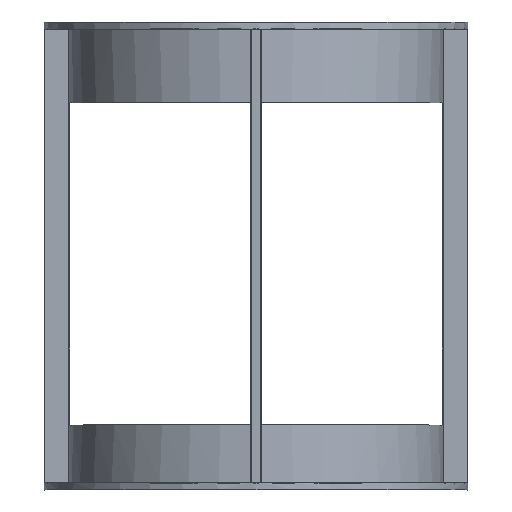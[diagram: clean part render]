
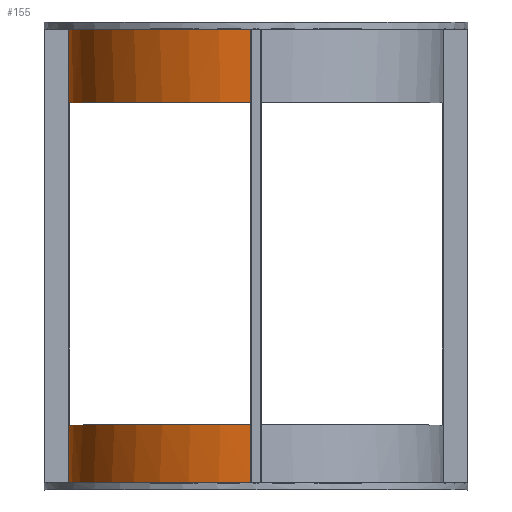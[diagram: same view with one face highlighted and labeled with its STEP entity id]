
A CAD part, top view. The second image highlights one B-rep face of the part: STEP entity #155.
In plain terms, the highlighted cylindrical face has radius 145.6 mm (diameter 291.2 mm), a partial arc.
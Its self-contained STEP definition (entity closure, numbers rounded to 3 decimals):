
#155=ADVANCED_FACE('',(#225),#208,.T.);
#208=CYLINDRICAL_SURFACE('',#1119,145.6);
#225=FACE_OUTER_BOUND('',#270,.T.);
#270=EDGE_LOOP('',(#526,#527,#528,#529,#530,#531,#532,#533));
#334=LINE('',#1520,#430);
#335=LINE('',#1524,#431);
#336=LINE('',#1528,#432);
#337=LINE('',#1532,#433);
#430=VECTOR('',#1220,1.);
#431=VECTOR('',#1223,1.);
#432=VECTOR('',#1226,1.);
#433=VECTOR('',#1229,1.);
#526=ORIENTED_EDGE('',*,*,#918,.F.);
#527=ORIENTED_EDGE('',*,*,#919,.F.);
#528=ORIENTED_EDGE('',*,*,#920,.T.);
#529=ORIENTED_EDGE('',*,*,#921,.T.);
#530=ORIENTED_EDGE('',*,*,#922,.F.);
#531=ORIENTED_EDGE('',*,*,#923,.F.);
#532=ORIENTED_EDGE('',*,*,#924,.T.);
#533=ORIENTED_EDGE('',*,*,#925,.T.);
#822=VERTEX_POINT('',#1518);
#823=VERTEX_POINT('',#1519);
#824=VERTEX_POINT('',#1521);
#825=VERTEX_POINT('',#1523);
#826=VERTEX_POINT('',#1525);
#827=VERTEX_POINT('',#1527);
#828=VERTEX_POINT('',#1529);
#829=VERTEX_POINT('',#1531);
#918=EDGE_CURVE('',#822,#823,#1066,.T.);
#919=EDGE_CURVE('',#824,#822,#334,.T.);
#920=EDGE_CURVE('',#824,#825,#1067,.T.);
#921=EDGE_CURVE('',#825,#826,#335,.T.);
#922=EDGE_CURVE('',#827,#826,#1068,.T.);
#923=EDGE_CURVE('',#828,#827,#336,.T.);
#924=EDGE_CURVE('',#828,#829,#1069,.T.);
#925=EDGE_CURVE('',#829,#823,#337,.T.);
#1066=CIRCLE('',#1115,145.6);
#1067=CIRCLE('',#1116,145.6);
#1068=CIRCLE('',#1117,145.6);
#1069=CIRCLE('',#1118,145.6);
#1115=AXIS2_PLACEMENT_3D('',#1517,#1218,#1219);
#1116=AXIS2_PLACEMENT_3D('',#1522,#1221,#1222);
#1117=AXIS2_PLACEMENT_3D('',#1526,#1224,#1225);
#1118=AXIS2_PLACEMENT_3D('',#1530,#1227,#1228);
#1119=AXIS2_PLACEMENT_3D('',#1533,#1230,#1231);
#1218=DIRECTION('',(0.,1.,0.));
#1219=DIRECTION('',(0.,0.,-1.));
#1220=DIRECTION('',(0.,-1.,0.));
#1221=DIRECTION('',(0.,1.,0.));
#1222=DIRECTION('',(0.,0.,-1.));
#1223=DIRECTION('',(0.,1.,0.));
#1224=DIRECTION('',(0.,1.,0.));
#1225=DIRECTION('',(0.,0.,-1.));
#1226=DIRECTION('',(0.,1.,0.));
#1227=DIRECTION('',(0.,1.,0.));
#1228=DIRECTION('',(0.,0.,-1.));
#1229=DIRECTION('',(0.,1.,0.));
#1230=DIRECTION('',(0.,-1.,0.));
#1231=DIRECTION('',(0.,0.,-1.));
#1517=CARTESIAN_POINT('',(0.,-124.,0.));
#1518=CARTESIAN_POINT('',(-145.45,-124.,6.618));
#1519=CARTESIAN_POINT('',(-4.014,-124.,145.545));
#1520=CARTESIAN_POINT('',(-145.45,127.,6.618));
#1521=CARTESIAN_POINT('',(-145.45,127.,6.618));
#1522=CARTESIAN_POINT('',(0.,127.,0.));
#1523=CARTESIAN_POINT('',(-4.014,127.,145.545));
#1524=CARTESIAN_POINT('',(-4.014,184.,145.545));
#1525=CARTESIAN_POINT('',(-4.014,184.,145.545));
#1526=CARTESIAN_POINT('',(0.,184.,0.));
#1527=CARTESIAN_POINT('',(-145.597,184.,1.));
#1528=CARTESIAN_POINT('',(-145.597,184.,1.));
#1529=CARTESIAN_POINT('',(-145.597,-169.,1.));
#1530=CARTESIAN_POINT('',(0.,-169.,0.));
#1531=CARTESIAN_POINT('',(-4.014,-169.,145.545));
#1532=CARTESIAN_POINT('',(-4.014,184.,145.545));
#1533=CARTESIAN_POINT('',(0.,184.,0.));
